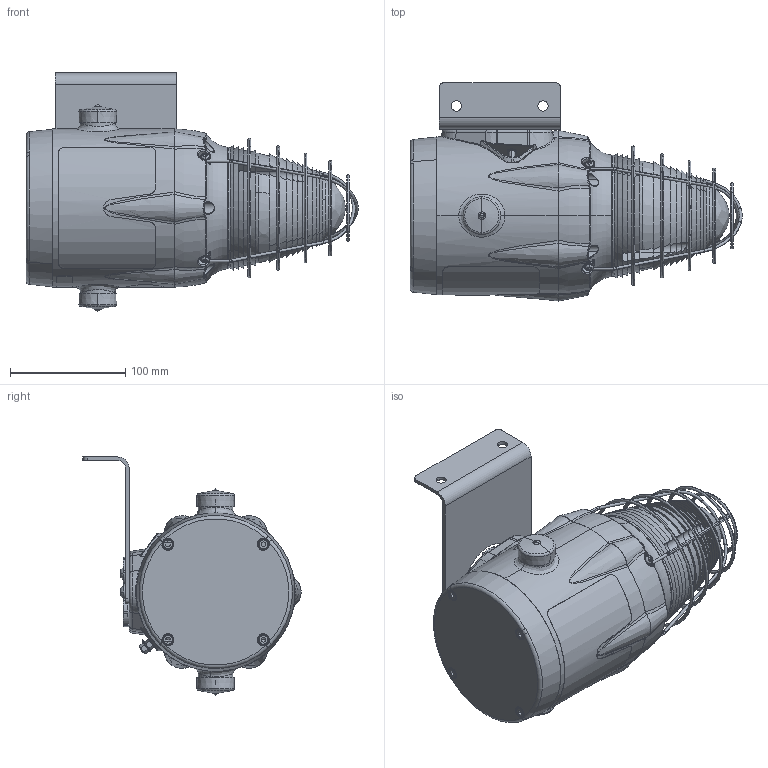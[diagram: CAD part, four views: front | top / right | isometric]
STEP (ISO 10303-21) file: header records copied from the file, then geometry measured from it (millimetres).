
FILE_DESCRIPTION (( 'STEP AP203' ), '1' );
FILE_NAME ('FL6S.STEP', '2017-05-04T12:03:15', ( '' ), ( '' ), 'SwSTEP 2.0', 'SolidWorks 2016', '' );
FILE_SCHEMA (( 'CONFIG_CONTROL_DESIGN' ));
Length unit declared in the file: millimetre
Products named in the file (1): FL6S
Bounding box: 287.66 x 188.95 x 206.23 mm (x, y, z)
Surface area: 221375.9 mm2 (no closed solid volume)
Topology: 0 solids, 65 shells, 806 faces, 2718 edges, 1879 vertices
Faces by surface type: cylinder 222, plane 182, bspline 141, torus 134, cone 104, sphere 23
Entity records: 45526 total; most frequent: CARTESIAN_POINT 23813, ORIENTED_EDGE 4408, DIRECTION 4276, EDGE_CURVE 2700, VERTEX_POINT 1879, AXIS2_PLACEMENT_3D 1808, CIRCLE 1142, EDGE_LOOP 888
